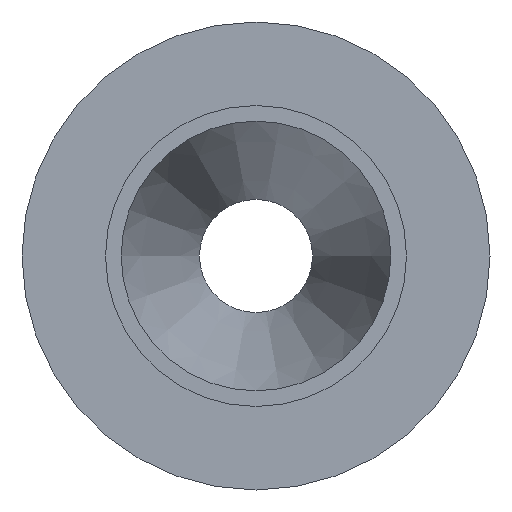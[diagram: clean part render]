
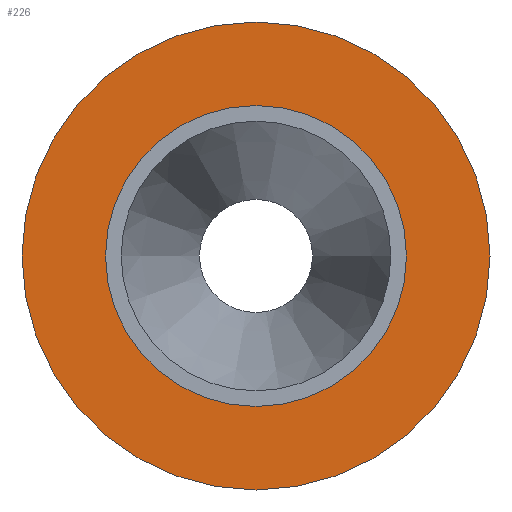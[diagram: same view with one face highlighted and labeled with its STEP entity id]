
A CAD part, left-side view. The second image highlights one B-rep face of the part: STEP entity #226.
In plain terms, the highlighted planar face has unit normal (-1, 0, 0).
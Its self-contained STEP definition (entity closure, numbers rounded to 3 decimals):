
#22=FACE_BOUND('',#58,.T.);
#30=PLANE('',#260);
#39=FACE_OUTER_BOUND('',#57,.T.);
#57=EDGE_LOOP('',(#170));
#58=EDGE_LOOP('',(#171));
#102=CIRCLE('',#258,9.609);
#104=CIRCLE('',#261,30.);
#120=VERTEX_POINT('',#379);
#122=VERTEX_POINT('',#385);
#138=EDGE_CURVE('',#120,#120,#102,.T.);
#141=EDGE_CURVE('',#122,#122,#104,.T.);
#170=ORIENTED_EDGE('',*,*,#141,.F.);
#171=ORIENTED_EDGE('',*,*,#138,.T.);
#226=ADVANCED_FACE('',(#39,#22),#30,.T.);
#258=AXIS2_PLACEMENT_3D('',#380,#297,#298);
#260=AXIS2_PLACEMENT_3D('',#384,#302,#303);
#261=AXIS2_PLACEMENT_3D('',#386,#304,#305);
#297=DIRECTION('center_axis',(1.,0.,0.));
#298=DIRECTION('ref_axis',(0.,0.,-1.));
#302=DIRECTION('center_axis',(-1.,0.,0.));
#303=DIRECTION('ref_axis',(0.,0.,1.));
#304=DIRECTION('center_axis',(1.,0.,0.));
#305=DIRECTION('ref_axis',(0.,0.,-1.));
#379=CARTESIAN_POINT('',(0.,-9.609,0.));
#380=CARTESIAN_POINT('Origin',(0.,0.,0.));
#384=CARTESIAN_POINT('Origin',(0.,30.,0.));
#385=CARTESIAN_POINT('',(0.,-30.,0.));
#386=CARTESIAN_POINT('Origin',(0.,0.,0.));
